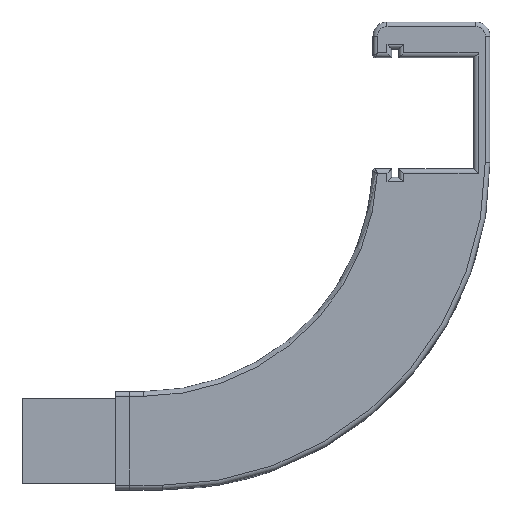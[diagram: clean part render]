
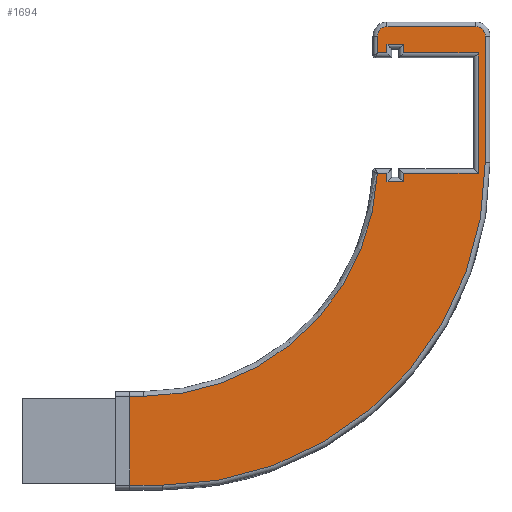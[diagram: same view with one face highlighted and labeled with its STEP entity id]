
A CAD part, top view. The second image highlights one B-rep face of the part: STEP entity #1694.
In plain terms, the highlighted planar face has unit normal (0, 0, 1).
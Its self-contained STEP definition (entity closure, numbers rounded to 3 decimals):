
#831 = VERTEX_POINT('',#832);
#832 = CARTESIAN_POINT('',(23.,-9.5,10.5));
#856 = VERTEX_POINT('',#857);
#857 = CARTESIAN_POINT('',(30.,-9.5,10.5));
#864 = EDGE_CURVE('',#856,#831,#865,.T.);
#865 = LINE('',#866,#867);
#866 = CARTESIAN_POINT('',(30.,-9.5,10.5));
#867 = VECTOR('',#868,1.);
#868 = DIRECTION('',(-1.,0.,0.));
#905 = VERTEX_POINT('',#906);
#906 = CARTESIAN_POINT('',(99.,59.5,10.5));
#915 = EDGE_CURVE('',#905,#856,#916,.T.);
#916 = CIRCLE('',#917,69.);
#917 = AXIS2_PLACEMENT_3D('',#918,#919,#920);
#918 = CARTESIAN_POINT('',(30.,59.5,10.5));
#919 = DIRECTION('',(0.,-0.,-1.));
#920 = DIRECTION('',(1.,0.,0.));
#1658 = VERTEX_POINT('',#1659);
#1659 = CARTESIAN_POINT('',(23.,9.5,10.5));
#1681 = EDGE_CURVE('',#1658,#831,#1682,.T.);
#1682 = LINE('',#1683,#1684);
#1683 = CARTESIAN_POINT('',(23.,10.5,10.5));
#1684 = VECTOR('',#1685,1.);
#1685 = DIRECTION('',(0.,-1.,0.));
#1694 = ADVANCED_FACE('',(#1695),#1845,.T.);
#1695 = FACE_BOUND('',#1696,.T.);
#1696 = EDGE_LOOP('',(#1697,#1698,#1699,#1700,#1708,#1717,#1725,#1734,
    #1742,#1750,#1758,#1766,#1774,#1782,#1790,#1798,#1806,#1814,#1822,
    #1830,#1839));
#1697 = ORIENTED_EDGE('',*,*,#1681,.T.);
#1698 = ORIENTED_EDGE('',*,*,#864,.F.);
#1699 = ORIENTED_EDGE('',*,*,#915,.F.);
#1700 = ORIENTED_EDGE('',*,*,#1701,.F.);
#1701 = EDGE_CURVE('',#1702,#905,#1704,.T.);
#1702 = VERTEX_POINT('',#1703);
#1703 = CARTESIAN_POINT('',(99.,86.5,10.5));
#1704 = LINE('',#1705,#1706);
#1705 = CARTESIAN_POINT('',(99.,86.5,10.5));
#1706 = VECTOR('',#1707,1.);
#1707 = DIRECTION('',(0.,-1.,0.));
#1708 = ORIENTED_EDGE('',*,*,#1709,.F.);
#1709 = EDGE_CURVE('',#1710,#1702,#1712,.T.);
#1710 = VERTEX_POINT('',#1711);
#1711 = CARTESIAN_POINT('',(97.,88.5,10.5));
#1712 = CIRCLE('',#1713,2.);
#1713 = AXIS2_PLACEMENT_3D('',#1714,#1715,#1716);
#1714 = CARTESIAN_POINT('',(97.,86.5,10.5));
#1715 = DIRECTION('',(0.,0.,-1.));
#1716 = DIRECTION('',(0.,1.,0.));
#1717 = ORIENTED_EDGE('',*,*,#1718,.F.);
#1718 = EDGE_CURVE('',#1719,#1710,#1721,.T.);
#1719 = VERTEX_POINT('',#1720);
#1720 = CARTESIAN_POINT('',(78.,88.5,10.5));
#1721 = LINE('',#1722,#1723);
#1722 = CARTESIAN_POINT('',(78.,88.5,10.5));
#1723 = VECTOR('',#1724,1.);
#1724 = DIRECTION('',(1.,0.,0.));
#1725 = ORIENTED_EDGE('',*,*,#1726,.F.);
#1726 = EDGE_CURVE('',#1727,#1719,#1729,.T.);
#1727 = VERTEX_POINT('',#1728);
#1728 = CARTESIAN_POINT('',(76.,86.5,10.5));
#1729 = CIRCLE('',#1730,2.);
#1730 = AXIS2_PLACEMENT_3D('',#1731,#1732,#1733);
#1731 = CARTESIAN_POINT('',(78.,86.5,10.5));
#1732 = DIRECTION('',(0.,0.,-1.));
#1733 = DIRECTION('',(-1.,0.,0.));
#1734 = ORIENTED_EDGE('',*,*,#1735,.F.);
#1735 = EDGE_CURVE('',#1736,#1727,#1738,.T.);
#1736 = VERTEX_POINT('',#1737);
#1737 = CARTESIAN_POINT('',(76.,82.874,10.5));
#1738 = LINE('',#1739,#1740);
#1739 = CARTESIAN_POINT('',(76.,80.712,10.5));
#1740 = VECTOR('',#1741,1.);
#1741 = DIRECTION('',(0.,1.,0.));
#1742 = ORIENTED_EDGE('',*,*,#1743,.F.);
#1743 = EDGE_CURVE('',#1744,#1736,#1746,.T.);
#1744 = VERTEX_POINT('',#1745);
#1745 = CARTESIAN_POINT('',(78.,82.874,10.5));
#1746 = LINE('',#1747,#1748);
#1747 = CARTESIAN_POINT('',(79.,82.874,10.5));
#1748 = VECTOR('',#1749,1.);
#1749 = DIRECTION('',(-1.,0.,0.));
#1750 = ORIENTED_EDGE('',*,*,#1751,.T.);
#1751 = EDGE_CURVE('',#1744,#1752,#1754,.T.);
#1752 = VERTEX_POINT('',#1753);
#1753 = CARTESIAN_POINT('',(78.,84.697,10.5));
#1754 = LINE('',#1755,#1756);
#1755 = CARTESIAN_POINT('',(78.,80.712,10.5));
#1756 = VECTOR('',#1757,1.);
#1757 = DIRECTION('',(0.,1.,0.));
#1758 = ORIENTED_EDGE('',*,*,#1759,.T.);
#1759 = EDGE_CURVE('',#1752,#1760,#1762,.T.);
#1760 = VERTEX_POINT('',#1761);
#1761 = CARTESIAN_POINT('',(81.5,84.697,10.5));
#1762 = LINE('',#1763,#1764);
#1763 = CARTESIAN_POINT('',(79.,84.697,10.5));
#1764 = VECTOR('',#1765,1.);
#1765 = DIRECTION('',(1.,0.,0.));
#1766 = ORIENTED_EDGE('',*,*,#1767,.T.);
#1767 = EDGE_CURVE('',#1760,#1768,#1770,.T.);
#1768 = VERTEX_POINT('',#1769);
#1769 = CARTESIAN_POINT('',(81.5,82.874,10.5));
#1770 = LINE('',#1771,#1772);
#1771 = CARTESIAN_POINT('',(81.5,82.728,10.5));
#1772 = VECTOR('',#1773,1.);
#1773 = DIRECTION('',(0.,-1.,0.));
#1774 = ORIENTED_EDGE('',*,*,#1775,.F.);
#1775 = EDGE_CURVE('',#1776,#1768,#1778,.T.);
#1776 = VERTEX_POINT('',#1777);
#1777 = CARTESIAN_POINT('',(97.5,82.874,10.5));
#1778 = LINE('',#1779,#1780);
#1779 = CARTESIAN_POINT('',(96.5,82.874,10.5));
#1780 = VECTOR('',#1781,1.);
#1781 = DIRECTION('',(-1.,0.,0.));
#1782 = ORIENTED_EDGE('',*,*,#1783,.F.);
#1783 = EDGE_CURVE('',#1784,#1776,#1786,.T.);
#1784 = VERTEX_POINT('',#1785);
#1785 = CARTESIAN_POINT('',(97.5,57.126,10.5));
#1786 = LINE('',#1787,#1788);
#1787 = CARTESIAN_POINT('',(97.5,59.288,10.5));
#1788 = VECTOR('',#1789,1.);
#1789 = DIRECTION('',(0.,1.,0.));
#1790 = ORIENTED_EDGE('',*,*,#1791,.T.);
#1791 = EDGE_CURVE('',#1784,#1792,#1794,.T.);
#1792 = VERTEX_POINT('',#1793);
#1793 = CARTESIAN_POINT('',(81.5,57.126,10.5));
#1794 = LINE('',#1795,#1796);
#1795 = CARTESIAN_POINT('',(96.5,57.126,10.5));
#1796 = VECTOR('',#1797,1.);
#1797 = DIRECTION('',(-1.,0.,0.));
#1798 = ORIENTED_EDGE('',*,*,#1799,.T.);
#1799 = EDGE_CURVE('',#1792,#1800,#1802,.T.);
#1800 = VERTEX_POINT('',#1801);
#1801 = CARTESIAN_POINT('',(81.5,55.303,10.5));
#1802 = LINE('',#1803,#1804);
#1803 = CARTESIAN_POINT('',(81.5,59.288,10.5));
#1804 = VECTOR('',#1805,1.);
#1805 = DIRECTION('',(0.,-1.,0.));
#1806 = ORIENTED_EDGE('',*,*,#1807,.F.);
#1807 = EDGE_CURVE('',#1808,#1800,#1810,.T.);
#1808 = VERTEX_POINT('',#1809);
#1809 = CARTESIAN_POINT('',(78.,55.303,10.5));
#1810 = LINE('',#1811,#1812);
#1811 = CARTESIAN_POINT('',(79.,55.303,10.5));
#1812 = VECTOR('',#1813,1.);
#1813 = DIRECTION('',(1.,0.,0.));
#1814 = ORIENTED_EDGE('',*,*,#1815,.T.);
#1815 = EDGE_CURVE('',#1808,#1816,#1818,.T.);
#1816 = VERTEX_POINT('',#1817);
#1817 = CARTESIAN_POINT('',(78.,57.126,10.5));
#1818 = LINE('',#1819,#1820);
#1819 = CARTESIAN_POINT('',(78.,57.272,10.5));
#1820 = VECTOR('',#1821,1.);
#1821 = DIRECTION('',(0.,1.,0.));
#1822 = ORIENTED_EDGE('',*,*,#1823,.T.);
#1823 = EDGE_CURVE('',#1816,#1824,#1826,.T.);
#1824 = VERTEX_POINT('',#1825);
#1825 = CARTESIAN_POINT('',(75.944,57.126,10.5));
#1826 = LINE('',#1827,#1828);
#1827 = CARTESIAN_POINT('',(79.,57.126,10.5));
#1828 = VECTOR('',#1829,1.);
#1829 = DIRECTION('',(-1.,0.,0.));
#1830 = ORIENTED_EDGE('',*,*,#1831,.F.);
#1831 = EDGE_CURVE('',#1832,#1824,#1834,.T.);
#1832 = VERTEX_POINT('',#1833);
#1833 = CARTESIAN_POINT('',(26.,9.5,10.5));
#1834 = CIRCLE('',#1835,50.);
#1835 = AXIS2_PLACEMENT_3D('',#1836,#1837,#1838);
#1836 = CARTESIAN_POINT('',(26.,59.5,10.5));
#1837 = DIRECTION('',(0.,0.,1.));
#1838 = DIRECTION('',(0.,-1.,0.));
#1839 = ORIENTED_EDGE('',*,*,#1840,.F.);
#1840 = EDGE_CURVE('',#1658,#1832,#1841,.T.);
#1841 = LINE('',#1842,#1843);
#1842 = CARTESIAN_POINT('',(23.,9.5,10.5));
#1843 = VECTOR('',#1844,1.);
#1844 = DIRECTION('',(1.,0.,0.));
#1845 = PLANE('',#1846);
#1846 = AXIS2_PLACEMENT_3D('',#1847,#1848,#1849);
#1847 = CARTESIAN_POINT('',(68.057,35.269,10.5));
#1848 = DIRECTION('',(0.,0.,1.));
#1849 = DIRECTION('',(1.,0.,0.));
